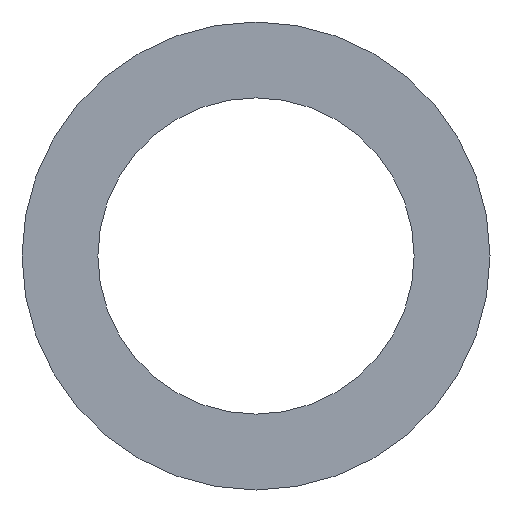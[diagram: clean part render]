
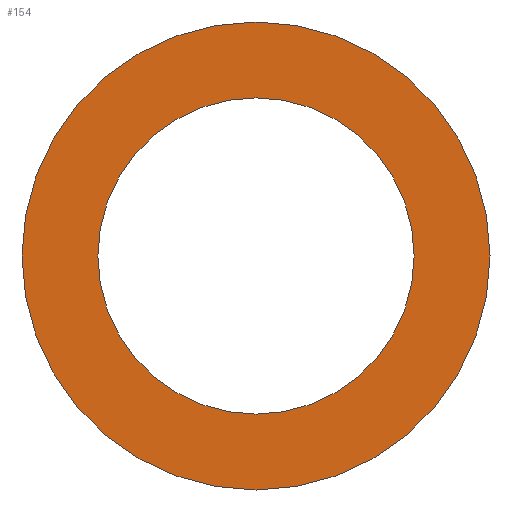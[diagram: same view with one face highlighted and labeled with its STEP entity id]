
A CAD part, left-side view. The second image highlights one B-rep face of the part: STEP entity #154.
In plain terms, the highlighted planar face has unit normal (-1, 0, 0).
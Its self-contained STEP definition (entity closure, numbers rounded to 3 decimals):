
#76 = VERTEX_POINT( '', #190 );
#80 = VERTEX_POINT( '', #194 );
#92 = VERTEX_POINT( '', #207 );
#102 = EDGE_CURVE( '', #76, #80, #218, .T. );
#122 = EDGE_CURVE( '', #162, #92, #240, .T. );
#152 = EDGE_CURVE( '', #80, #76, #276, .T. );
#154 = ADVANCED_FACE( '', ( #278, #279 ), #280, .T. );
#162 = VERTEX_POINT( '', #288 );
#164 = EDGE_CURVE( '', #92, #162, #290, .T. );
#190 = CARTESIAN_POINT( '', ( -150., 215., 0. ) );
#194 = CARTESIAN_POINT( '', ( -150., -215., 0. ) );
#207 = CARTESIAN_POINT( '', ( -150., 145.3, 0. ) );
#218 = CIRCLE( '', #344, 215. );
#240 = CIRCLE( '', #375, 145.3 );
#276 = CIRCLE( '', #418, 215. );
#278 = FACE_BOUND( '', #420, .T. );
#279 = FACE_OUTER_BOUND( '', #421, .T. );
#280 = PLANE( '', #422 );
#288 = CARTESIAN_POINT( '', ( -150., -145.3, 0. ) );
#290 = CIRCLE( '', #435, 145.3 );
#344 = AXIS2_PLACEMENT_3D( '', #475, #476, #477 );
#375 = AXIS2_PLACEMENT_3D( '', #508, #509, #510 );
#418 = AXIS2_PLACEMENT_3D( '', #563, #564, #565 );
#420 = EDGE_LOOP( '', ( #567, #568 ) );
#421 = EDGE_LOOP( '', ( #569, #570 ) );
#422 = AXIS2_PLACEMENT_3D( '', #571, #572, #573 );
#435 = AXIS2_PLACEMENT_3D( '', #575, #576, #577 );
#475 = CARTESIAN_POINT( '', ( -150., 0., 0. ) );
#476 = DIRECTION( '', ( -1., 0., 0. ) );
#477 = DIRECTION( '', ( 0., 1., 0. ) );
#508 = CARTESIAN_POINT( '', ( -150., 0., 0. ) );
#509 = DIRECTION( '', ( -1., 0., 0. ) );
#510 = DIRECTION( '', ( 0., 1., 0. ) );
#563 = CARTESIAN_POINT( '', ( -150., 0., 0. ) );
#564 = DIRECTION( '', ( -1., 0., 0. ) );
#565 = DIRECTION( '', ( 0., 1., 0. ) );
#567 = ORIENTED_EDGE( '', *, *, #164, .F. );
#568 = ORIENTED_EDGE( '', *, *, #122, .F. );
#569 = ORIENTED_EDGE( '', *, *, #102, .T. );
#570 = ORIENTED_EDGE( '', *, *, #152, .T. );
#571 = CARTESIAN_POINT( '', ( -150., 180.15, 0. ) );
#572 = DIRECTION( '', ( -1., 0., 0. ) );
#573 = DIRECTION( '', ( 0., 1., 0. ) );
#575 = CARTESIAN_POINT( '', ( -150., 0., 0. ) );
#576 = DIRECTION( '', ( -1., 0., 0. ) );
#577 = DIRECTION( '', ( 0., 1., 0. ) );
